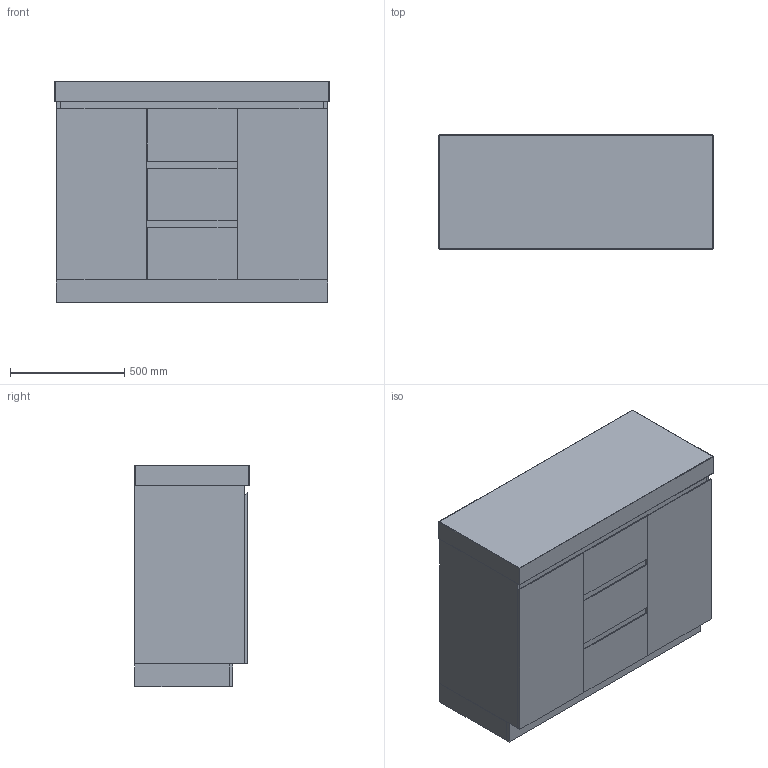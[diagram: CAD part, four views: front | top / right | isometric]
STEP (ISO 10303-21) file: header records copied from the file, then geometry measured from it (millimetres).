
FILE_DESCRIPTION(/* description */ (''),/* implementation_level */ '2;1');
FILE_NAME(/* name */ 'Domaine Conventional (Floor Mount) 1200 Double (90MM)',/* time_stamp */ '2025-07-09T14:47:15+10:00',/* author */ (''),/* organization */ (''),/* preprocessor_version */ 'ST-DEVELOPER v16.5',/* originating_system */ '',/* authorisation */ '');
FILE_SCHEMA (('AUTOMOTIVE_DESIGN'));
Length unit declared in the file: millimetre
Products named in the file (6): Document; Domaine Conventional (Floor Mount) 1200 Double (90MM); Domanine Conventional Floor Mount ALL CABINETS6; Domaine Conventional 1200D WK45; Blank Benchtops ALL78; 1200 Benchtop (90mm)2
Assembly tree (5 placements, depth 4):
  Document
    Domaine Conventional (Floor Mount) 1200 Double (90MM)
      Domanine Conventional Floor Mount ALL CABINETS6
        Domaine Conventional 1200D WK45
      Blank Benchtops ALL78
        1200 Benchtop (90mm)2
Bounding box: 1200 x 500 x 970 mm (x, y, z)
Volume: 65498162.2 mm3; surface area: 9061256.8 mm2
Topology: 13 solids, 13 shells, 109 faces, 232 edges, 144 vertices
Faces by surface type: plane 92, cylinder 11, bspline 6
Entity records: 3057 total; most frequent: CARTESIAN_POINT 1004, ORIENTED_EDGE 452, EDGE_CURVE 226, B_SPLINE_CURVE_WITH_KNOTS 206, VERTEX_POINT 144, DIRECTION 129, AXIS2_PLACEMENT_3D 116, EDGE_LOOP 110
